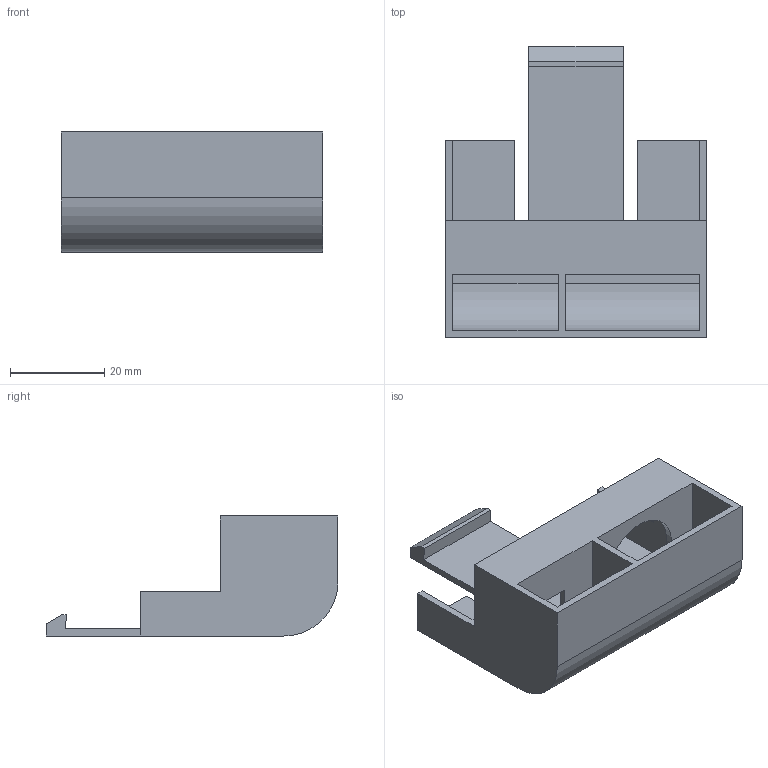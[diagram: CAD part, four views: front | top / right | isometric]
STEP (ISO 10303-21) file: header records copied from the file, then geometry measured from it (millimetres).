
FILE_DESCRIPTION (( 'STEP AP214' ), '1' );
FILE_NAME ('147717-_Aufnahme Fairfield.step', '2020-09-28T14:12:05', ( '' ), ( '' ), 'SwSTEP 2.0', 'SolidWorks 2019', '' );
FILE_SCHEMA (( 'AUTOMOTIVE_DESIGN' ));
Length unit declared in the file: millimetre
Products named in the file (1): 147717-_Aufnahme Fairfield
Bounding box: 55.5 x 62 x 25.5 mm (x, y, z)
Volume: 10594.4 mm3; surface area: 14743.9 mm2
Topology: 1 solids, 1 shells, 91 faces, 252 edges, 168 vertices
Faces by surface type: plane 76, cylinder 15
Entity records: 2918 total; most frequent: CARTESIAN_POINT 512, ORIENTED_EDGE 504, DIRECTION 466, EDGE_CURVE 252, LINE 222, VECTOR 222, VERTEX_POINT 168, AXIS2_PLACEMENT_3D 122
